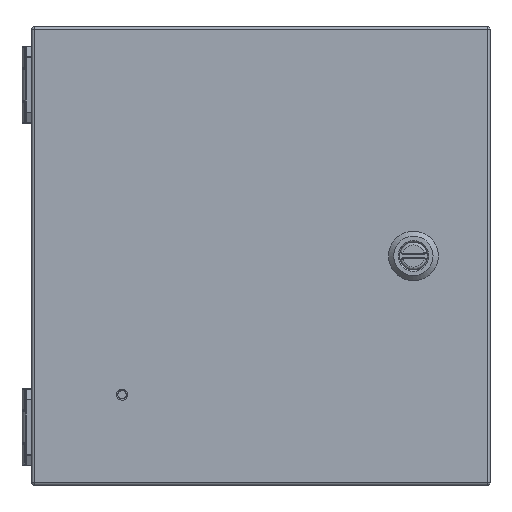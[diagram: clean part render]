
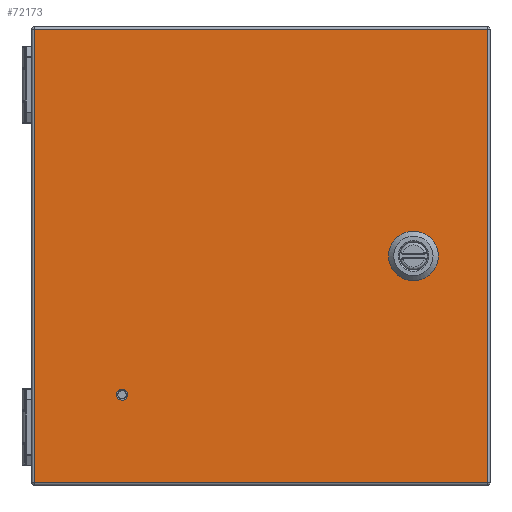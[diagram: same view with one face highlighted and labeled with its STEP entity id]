
A CAD part, top view. The second image highlights one B-rep face of the part: STEP entity #72173.
In plain terms, the highlighted planar face has unit normal (0, 0, 1).
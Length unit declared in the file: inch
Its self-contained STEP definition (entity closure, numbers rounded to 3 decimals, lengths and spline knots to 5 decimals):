
#972 = EDGE_CURVE ( 'NONE', #76041, #25032, #10875, .T. ) ;
#1145 = EDGE_CURVE ( 'NONE', #21183, #70156, #19624, .T. ) ;
#1897 = DIRECTION ( 'NONE',  ( 0., 0., 1. ) ) ;
#3267 = LINE ( 'NONE', #71021, #70477 ) ;
#5073 = DIRECTION ( 'NONE',  ( 0., -1., 0. ) ) ;
#5205 = ORIENTED_EDGE ( 'NONE', *, *, #47581, .F. ) ;
#5502 = LINE ( 'NONE', #25853, #9335 ) ;
#5601 = CARTESIAN_POINT ( 'NONE',  ( 0.0175, 0.396, 6.10821 ) ) ;
#6177 = VERTEX_POINT ( 'NONE', #58464 ) ;
#6465 = EDGE_CURVE ( 'NONE', #38718, #35059, #33906, .T. ) ;
#6621 = EDGE_CURVE ( 'NONE', #70156, #74468, #45250, .T. ) ;
#7063 = CARTESIAN_POINT ( 'NONE',  ( 5.145, -5.1275, 6.10821 ) ) ;
#8689 = ORIENTED_EDGE ( 'NONE', *, *, #39746, .F. ) ;
#9335 = VECTOR ( 'NONE', #59472, 39.37008 ) ;
#9429 = CARTESIAN_POINT ( 'NONE',  ( 3.472, 0., 6.10821 ) ) ;
#10875 = LINE ( 'NONE', #37831, #24770 ) ;
#10964 = CARTESIAN_POINT ( 'NONE',  ( -5.11, -5.1275, 6.10821 ) ) ;
#12047 = CARTESIAN_POINT ( 'NONE',  ( 3.472, 0., 6.10821 ) ) ;
#12168 = CARTESIAN_POINT ( 'NONE',  ( 3.472, 0., 6.10821 ) ) ;
#12834 = AXIS2_PLACEMENT_3D ( 'NONE', #12168, #32119, #25862 ) ;
#12978 = DIRECTION ( 'NONE',  ( -1., 0., 0. ) ) ;
#13109 = AXIS2_PLACEMENT_3D ( 'NONE', #17607, #51241, #78300 ) ;
#14322 = PLANE ( 'NONE',  #14934 ) ;
#14718 = EDGE_LOOP ( 'NONE', ( #5205, #79626, #35373, #74767, #48955, #31975, #8689, #32506 ) ) ;
#14934 = AXIS2_PLACEMENT_3D ( 'NONE', #69735, #61243, #41262 ) ;
#15647 = FACE_BOUND ( 'NONE', #52602, .T. ) ;
#15649 = CARTESIAN_POINT ( 'NONE',  ( -3.21855, -3.1395, 6.10821 ) ) ;
#15821 = EDGE_CURVE ( 'NONE', #18376, #6177, #80792, .T. ) ;
#17607 = CARTESIAN_POINT ( 'NONE',  ( 3.472, 0., 6.10821 ) ) ;
#18376 = VERTEX_POINT ( 'NONE', #50178 ) ;
#19624 = LINE ( 'NONE', #41235, #85630 ) ;
#21183 = VERTEX_POINT ( 'NONE', #7063 ) ;
#21443 = CARTESIAN_POINT ( 'NONE',  ( 3.868, 0., 6.10821 ) ) ;
#24702 = CARTESIAN_POINT ( 'NONE',  ( -5.11, 5.1275, 6.10821 ) ) ;
#24770 = VECTOR ( 'NONE', #5073, 39.37008 ) ;
#25032 = VERTEX_POINT ( 'NONE', #85433 ) ;
#25308 = DIRECTION ( 'NONE',  ( -1., 0., 0. ) ) ;
#25853 = CARTESIAN_POINT ( 'NONE',  ( -5.11, -5.1875, 6.10821 ) ) ;
#25862 = DIRECTION ( 'NONE',  ( -1., 0., 0. ) ) ;
#25949 = CARTESIAN_POINT ( 'NONE',  ( 3.67058, 0.396, 6.10821 ) ) ;
#27723 = EDGE_CURVE ( 'NONE', #6177, #38718, #37096, .T. ) ;
#31503 = ORIENTED_EDGE ( 'NONE', *, *, #6621, .T. ) ;
#31975 = ORIENTED_EDGE ( 'NONE', *, *, #54721, .F. ) ;
#32119 = DIRECTION ( 'NONE',  ( 0., 0., 1. ) ) ;
#32506 = ORIENTED_EDGE ( 'NONE', *, *, #972, .F. ) ;
#33906 = LINE ( 'NONE', #5601, #67304 ) ;
#34308 = DIRECTION ( 'NONE',  ( 0., 1., 0. ) ) ;
#35009 = VECTOR ( 'NONE', #52707, 39.37008 ) ;
#35059 = VERTEX_POINT ( 'NONE', #38194 ) ;
#35373 = ORIENTED_EDGE ( 'NONE', *, *, #27723, .F. ) ;
#35593 = FACE_BOUND ( 'NONE', #14718, .T. ) ;
#35731 = DIRECTION ( 'NONE',  ( -1., 0., 0. ) ) ;
#35891 = CIRCLE ( 'NONE', #54120, 0.443 ) ;
#37096 = CIRCLE ( 'NONE', #68223, 0.443 ) ;
#37831 = CARTESIAN_POINT ( 'NONE',  ( 3.076, 0., 6.10821 ) ) ;
#38172 = DIRECTION ( 'NONE',  ( 1., 0., 0. ) ) ;
#38194 = CARTESIAN_POINT ( 'NONE',  ( 3.27342, 0.396, 6.10821 ) ) ;
#38718 = VERTEX_POINT ( 'NONE', #25949 ) ;
#39746 = EDGE_CURVE ( 'NONE', #25032, #73078, #50988, .T. ) ;
#40843 = FACE_OUTER_BOUND ( 'NONE', #84566, .T. ) ;
#41235 = CARTESIAN_POINT ( 'NONE',  ( 5.145, 5.1875, 6.10821 ) ) ;
#41262 = DIRECTION ( 'NONE',  ( -1., 0., 0. ) ) ;
#41900 = ORIENTED_EDGE ( 'NONE', *, *, #1145, .T. ) ;
#42060 = DIRECTION ( 'NONE',  ( -1., 0., 0. ) ) ;
#42755 = EDGE_CURVE ( 'NONE', #52408, #21183, #87294, .T. ) ;
#42822 = ORIENTED_EDGE ( 'NONE', *, *, #62734, .T. ) ;
#43540 = CARTESIAN_POINT ( 'NONE',  ( 3.27342, -0.396, 6.10821 ) ) ;
#45250 = LINE ( 'NONE', #46130, #65336 ) ;
#45626 = ORIENTED_EDGE ( 'NONE', *, *, #42755, .T. ) ;
#46130 = CARTESIAN_POINT ( 'NONE',  ( -5.17, 5.1275, 6.10821 ) ) ;
#47581 = EDGE_CURVE ( 'NONE', #35059, #76041, #35891, .T. ) ;
#48298 = ORIENTED_EDGE ( 'NONE', *, *, #73020, .F. ) ;
#48920 = AXIS2_PLACEMENT_3D ( 'NONE', #76444, #70318, #35731 ) ;
#48955 = ORIENTED_EDGE ( 'NONE', *, *, #79303, .F. ) ;
#50138 = VERTEX_POINT ( 'NONE', #15649 ) ;
#50178 = CARTESIAN_POINT ( 'NONE',  ( 3.868, -0.19858, 6.10821 ) ) ;
#50988 = CIRCLE ( 'NONE', #12834, 0.443 ) ;
#51241 = DIRECTION ( 'NONE',  ( 0., 0., 1. ) ) ;
#52408 = VERTEX_POINT ( 'NONE', #10964 ) ;
#52602 = EDGE_LOOP ( 'NONE', ( #48298 ) ) ;
#52707 = DIRECTION ( 'NONE',  ( 1., 0., 0. ) ) ;
#54120 = AXIS2_PLACEMENT_3D ( 'NONE', #9429, #1897, #42060 ) ;
#54721 = EDGE_CURVE ( 'NONE', #73078, #60283, #3267, .T. ) ;
#58464 = CARTESIAN_POINT ( 'NONE',  ( 3.868, 0.19858, 6.10821 ) ) ;
#58913 = DIRECTION ( 'NONE',  ( 0., 0., 1. ) ) ;
#59472 = DIRECTION ( 'NONE',  ( 0., -1., 0. ) ) ;
#59564 = DIRECTION ( 'NONE',  ( -1., 0., 0. ) ) ;
#60283 = VERTEX_POINT ( 'NONE', #78421 ) ;
#60815 = CARTESIAN_POINT ( 'NONE',  ( 5.145, 5.1275, 6.10821 ) ) ;
#61243 = DIRECTION ( 'NONE',  ( 0., 0., 1. ) ) ;
#62734 = EDGE_CURVE ( 'NONE', #74468, #52408, #5502, .T. ) ;
#63370 = VECTOR ( 'NONE', #34308, 39.37008 ) ;
#65336 = VECTOR ( 'NONE', #12978, 39.37008 ) ;
#67304 = VECTOR ( 'NONE', #59564, 39.37008 ) ;
#68223 = AXIS2_PLACEMENT_3D ( 'NONE', #12047, #58913, #25308 ) ;
#69735 = CARTESIAN_POINT ( 'NONE',  ( 0.0175, 0., 6.10821 ) ) ;
#70156 = VERTEX_POINT ( 'NONE', #60815 ) ;
#70318 = DIRECTION ( 'NONE',  ( 0., 0., 1. ) ) ;
#70477 = VECTOR ( 'NONE', #38172, 39.37008 ) ;
#71021 = CARTESIAN_POINT ( 'NONE',  ( 0.0175, -0.396, 6.10821 ) ) ;
#72173 = ADVANCED_FACE ( 'NONE', ( #35593, #15647, #40843 ), #14322, .T. ) ;
#73020 = EDGE_CURVE ( 'NONE', #50138, #50138, #87174, .T. ) ;
#73078 = VERTEX_POINT ( 'NONE', #43540 ) ;
#73687 = DIRECTION ( 'NONE',  ( 0., 1., 0. ) ) ;
#73962 = CIRCLE ( 'NONE', #13109, 0.443 ) ;
#74468 = VERTEX_POINT ( 'NONE', #24702 ) ;
#74767 = ORIENTED_EDGE ( 'NONE', *, *, #15821, .F. ) ;
#76041 = VERTEX_POINT ( 'NONE', #79817 ) ;
#76444 = CARTESIAN_POINT ( 'NONE',  ( -3.122, -3.1395, 6.10821 ) ) ;
#78300 = DIRECTION ( 'NONE',  ( -1., 0., 0. ) ) ;
#78421 = CARTESIAN_POINT ( 'NONE',  ( 3.67058, -0.396, 6.10821 ) ) ;
#79303 = EDGE_CURVE ( 'NONE', #60283, #18376, #73962, .T. ) ;
#79626 = ORIENTED_EDGE ( 'NONE', *, *, #6465, .F. ) ;
#79817 = CARTESIAN_POINT ( 'NONE',  ( 3.076, 0.19858, 6.10821 ) ) ;
#80792 = LINE ( 'NONE', #21443, #63370 ) ;
#84566 = EDGE_LOOP ( 'NONE', ( #45626, #41900, #31503, #42822 ) ) ;
#85433 = CARTESIAN_POINT ( 'NONE',  ( 3.076, -0.19858, 6.10821 ) ) ;
#85630 = VECTOR ( 'NONE', #73687, 39.37008 ) ;
#86000 = CARTESIAN_POINT ( 'NONE',  ( 5.205, -5.1275, 6.10821 ) ) ;
#87174 = CIRCLE ( 'NONE', #48920, 0.09655 ) ;
#87294 = LINE ( 'NONE', #86000, #35009 ) ;
